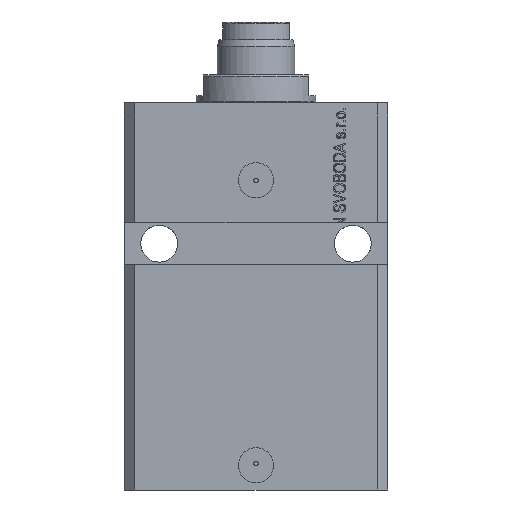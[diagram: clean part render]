
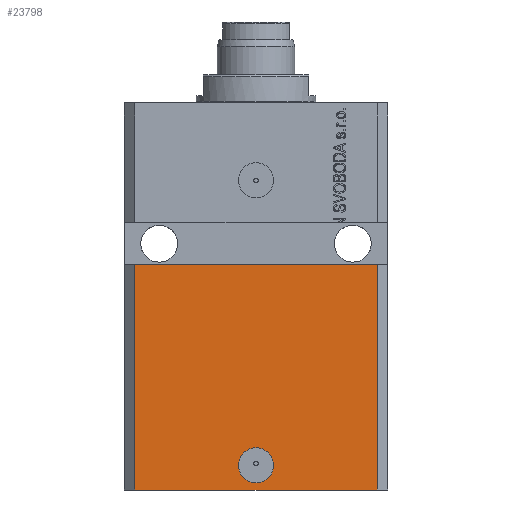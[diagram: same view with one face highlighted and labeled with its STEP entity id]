
A CAD part, front view. The second image highlights one B-rep face of the part: STEP entity #23798.
In plain terms, the highlighted planar face has unit normal (0, -1, 0).
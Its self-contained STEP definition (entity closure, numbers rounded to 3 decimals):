
#960 = VECTOR ( 'NONE', #23594, 1000. ) ;
#1278 = VERTEX_POINT ( 'NONE', #25698 ) ;
#1301 = ORIENTED_EDGE ( 'NONE', *, *, #27431, .T. ) ;
#2113 = EDGE_LOOP ( 'NONE', ( #20457, #4845, #1301, #36530 ) ) ;
#2743 = DIRECTION ( 'NONE',  ( 0., 0., 1. ) ) ;
#3002 = CARTESIAN_POINT ( 'NONE',  ( 34.5, -27.5, -46. ) ) ;
#3509 = VECTOR ( 'NONE', #32551, 1000. ) ;
#4845 = ORIENTED_EDGE ( 'NONE', *, *, #42112, .F. ) ;
#5311 = DIRECTION ( 'NONE',  ( 0., 0., -1. ) ) ;
#5976 = DIRECTION ( 'NONE',  ( 0., -1., 0. ) ) ;
#6843 = VERTEX_POINT ( 'NONE', #43830 ) ;
#8468 = LINE ( 'NONE', #33783, #32556 ) ;
#9518 = ORIENTED_EDGE ( 'NONE', *, *, #22228, .F. ) ;
#9841 = EDGE_CURVE ( 'NONE', #21475, #22364, #8468, .T. ) ;
#14560 = LINE ( 'NONE', #39423, #3509 ) ;
#15336 = AXIS2_PLACEMENT_3D ( 'NONE', #23946, #5976, #35081 ) ;
#16493 = LINE ( 'NONE', #35186, #17956 ) ;
#16523 = CARTESIAN_POINT ( 'NONE',  ( 0., -27.5, -103. ) ) ;
#17825 = CARTESIAN_POINT ( 'NONE',  ( -34.5, -27.5, -110. ) ) ;
#17956 = VECTOR ( 'NONE', #2743, 1000. ) ;
#18462 = EDGE_CURVE ( 'NONE', #1278, #41663, #45574, .T. ) ;
#19979 = FACE_BOUND ( 'NONE', #27883, .T. ) ;
#20457 = ORIENTED_EDGE ( 'NONE', *, *, #31052, .F. ) ;
#21475 = VERTEX_POINT ( 'NONE', #46491 ) ;
#22228 = EDGE_CURVE ( 'NONE', #41663, #1278, #38177, .T. ) ;
#22364 = VERTEX_POINT ( 'NONE', #3002 ) ;
#23080 = AXIS2_PLACEMENT_3D ( 'NONE', #23285, #37747, #5311 ) ;
#23285 = CARTESIAN_POINT ( 'NONE',  ( -34.5, -27.5, -110. ) ) ;
#23594 = DIRECTION ( 'NONE',  ( 1., 0., 0. ) ) ;
#23798 = ADVANCED_FACE ( 'NONE', ( #19979, #44840 ), #30877, .T. ) ;
#23946 = CARTESIAN_POINT ( 'NONE',  ( 0., -27.5, -103. ) ) ;
#24062 = LINE ( 'NONE', #31187, #960 ) ;
#25698 = CARTESIAN_POINT ( 'NONE',  ( 5., -27.5, -103. ) ) ;
#27304 = ORIENTED_EDGE ( 'NONE', *, *, #18462, .F. ) ;
#27431 = EDGE_CURVE ( 'NONE', #28459, #21475, #14560, .T. ) ;
#27883 = EDGE_LOOP ( 'NONE', ( #27304, #9518 ) ) ;
#28459 = VERTEX_POINT ( 'NONE', #17825 ) ;
#30262 = DIRECTION ( 'NONE',  ( 0., -1., 0. ) ) ;
#30877 = PLANE ( 'NONE',  #23080 ) ;
#31052 = EDGE_CURVE ( 'NONE', #6843, #22364, #24062, .T. ) ;
#31187 = CARTESIAN_POINT ( 'NONE',  ( -37.5, -27.5, -46. ) ) ;
#32551 = DIRECTION ( 'NONE',  ( 1., 0., 0. ) ) ;
#32556 = VECTOR ( 'NONE', #34486, 1000. ) ;
#33783 = CARTESIAN_POINT ( 'NONE',  ( 34.5, -27.5, -110. ) ) ;
#34057 = DIRECTION ( 'NONE',  ( 1., 0., 0. ) ) ;
#34307 = CARTESIAN_POINT ( 'NONE',  ( -5., -27.5, -103. ) ) ;
#34486 = DIRECTION ( 'NONE',  ( 0., 0., 1. ) ) ;
#35081 = DIRECTION ( 'NONE',  ( 1., 0., 0. ) ) ;
#35186 = CARTESIAN_POINT ( 'NONE',  ( -34.5, -27.5, -110. ) ) ;
#36530 = ORIENTED_EDGE ( 'NONE', *, *, #9841, .T. ) ;
#37747 = DIRECTION ( 'NONE',  ( 0., -1., 0. ) ) ;
#38177 = CIRCLE ( 'NONE', #41174, 5. ) ;
#39423 = CARTESIAN_POINT ( 'NONE',  ( -34.5, -27.5, -110. ) ) ;
#41174 = AXIS2_PLACEMENT_3D ( 'NONE', #16523, #30262, #34057 ) ;
#41663 = VERTEX_POINT ( 'NONE', #34307 ) ;
#42112 = EDGE_CURVE ( 'NONE', #28459, #6843, #16493, .T. ) ;
#43830 = CARTESIAN_POINT ( 'NONE',  ( -34.5, -27.5, -46. ) ) ;
#44840 = FACE_OUTER_BOUND ( 'NONE', #2113, .T. ) ;
#45574 = CIRCLE ( 'NONE', #15336, 5. ) ;
#46491 = CARTESIAN_POINT ( 'NONE',  ( 34.5, -27.5, -110. ) ) ;
